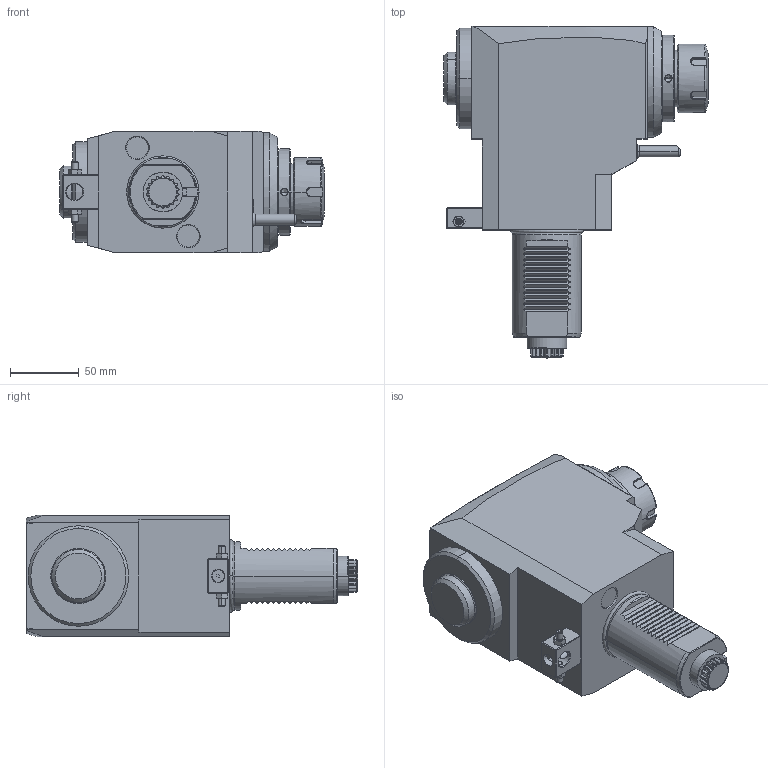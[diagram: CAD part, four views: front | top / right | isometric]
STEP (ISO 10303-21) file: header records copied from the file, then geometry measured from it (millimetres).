
FILE_DESCRIPTION((''),'2;1');
FILE_NAME('NGT1_50_231_32_3_3_110','2023-04-10T',('vali'),('NOVA GRUP'),'PRO/ENGINEER BY PARAMETRIC TECHNOLOGY CORPORATION, 2010280','PRO/ENGINEER BY PARAMETRIC TECHNOLOGY CORPORATION, 2010280','');
FILE_SCHEMA(('CONFIG_CONTROL_DESIGN'));
Length unit declared in the file: millimetre
Products named in the file (1): NGT1_50_231_32_3_3_110
Bounding box: 191.9 x 241 x 88 mm (x, y, z)
Volume: 1818425.6 mm3; surface area: 113531.1 mm2
Topology: 1 solids, 1 shells, 568 faces, 1524 edges, 962 vertices
Faces by surface type: plane 236, cylinder 173, cone 98, bspline 44, torus 13, extrusion 2, sphere 2
Entity records: 24833 total; most frequent: CARTESIAN_POINT 11648, ORIENTED_EDGE 3008, DIRECTION 2326, EDGE_CURVE 1504, VERTEX_POINT 962, AXIS2_PLACEMENT_3D 825, VECTOR 676, LINE 674
